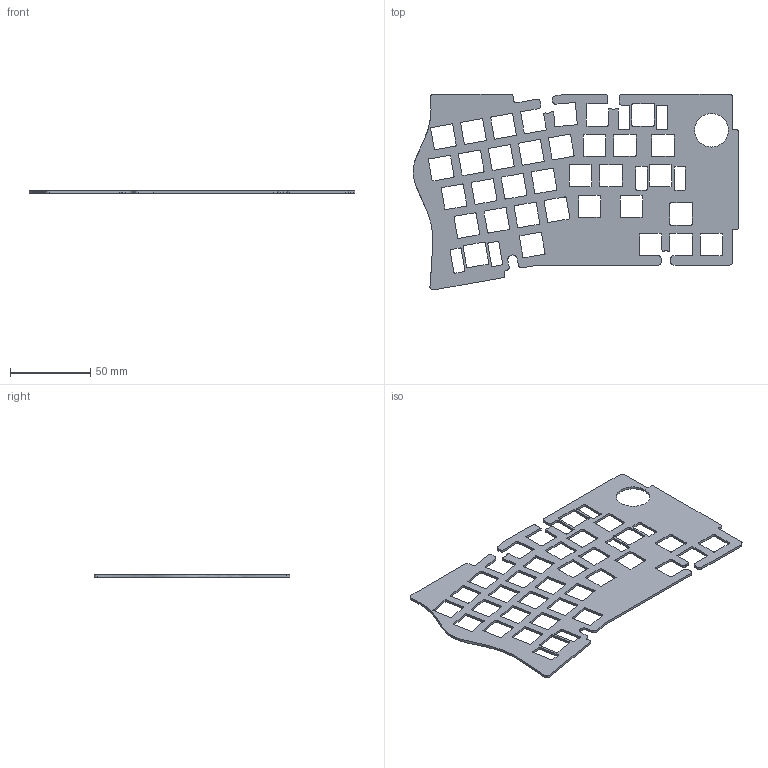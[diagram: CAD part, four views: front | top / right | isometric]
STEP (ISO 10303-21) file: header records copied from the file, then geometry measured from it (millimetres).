
FILE_DESCRIPTION(/* description */ (''),/* implementation_level */ '2;1');
FILE_NAME(/* name */ 'Right plate.step',/* time_stamp */ '2024-04-24T18:04:57+01:00',/* author */ (''),/* organization */ (''),/* preprocessor_version */ 'ST-DEVELOPER v20',/* originating_system */ 'Autodesk Translation Framework v12.20.1.177',/* authorisation */ '');
FILE_SCHEMA (('AUTOMOTIVE_DESIGN { 1 0 10303 214 3 1 1 }'));
Length unit declared in the file: millimetre
Products named in the file (2): Alice Keyboard; Plate
Assembly tree (1 placements, depth 2):
  Alice Keyboard
    Plate
Bounding box: 203.59 x 122.49 x 1.5 mm (x, y, z)
Volume: 20065.6 mm3; surface area: 31015.7 mm2
Topology: 1 solids, 1 shells, 381 faces, 1137 edges, 758 vertices
Faces by surface type: cylinder 190, plane 188, bspline 3
Full cylindrical faces by diameter (mm): 21 x1
Entity records: 13347 total; most frequent: CARTESIAN_POINT 2481, ORIENTED_EDGE 2274, DIRECTION 2269, EDGE_CURVE 1137, AXIS2_PLACEMENT_3D 761, VERTEX_POINT 758, LINE 747, VECTOR 747
